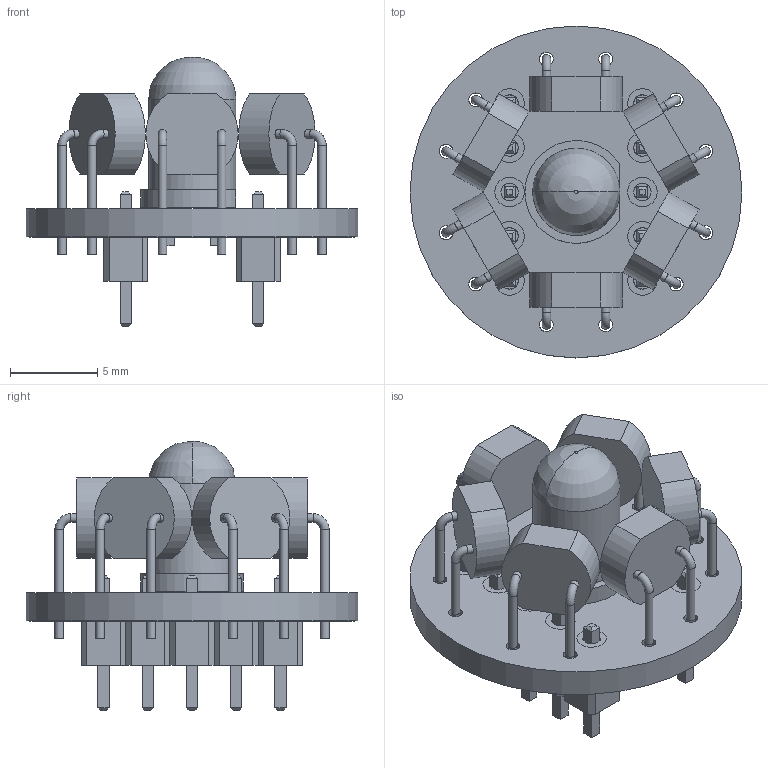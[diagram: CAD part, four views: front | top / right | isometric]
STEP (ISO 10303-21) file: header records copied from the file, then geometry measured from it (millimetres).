
FILE_DESCRIPTION(('FreeCAD Model'),'2;1');
FILE_NAME('#210-000 - Photomodule.step', '2019-11-28T12:06:16',('Author'),(''), 'Open CASCADE STEP processor 7.3','FreeCAD','Unknown');
FILE_SCHEMA(('AUTOMOTIVE_DESIGN { 1 0 10303 214 1 1 1 1 }'));
Length unit declared in the file: millimetre
Products named in the file (1): #210-000_-_Photomodule
Bounding box: 19.05 x 19.05 x 15.45 mm (x, y, z)
Volume: 1187.6 mm3; surface area: 2649.9 mm2
Topology: 26 solids, 71 shells, 705 faces, 4246 edges, 3690 vertices
Faces by surface type: plane 604, cylinder 79, torus 20, revolution 2
Full cylindrical faces by diameter (mm): 0.5 x36, 0.8 x14, 1 x10, 19.05 x1
Entity records: 45665 total; most frequent: CARTESIAN_POINT 8752, DIRECTION 5834, ORIENTED_EDGE 5728, EDGE_CURVE 4246, LINE 4062, VECTOR 4062, VERTEX_POINT 3690, AXIS2_PLACEMENT_3D 885
